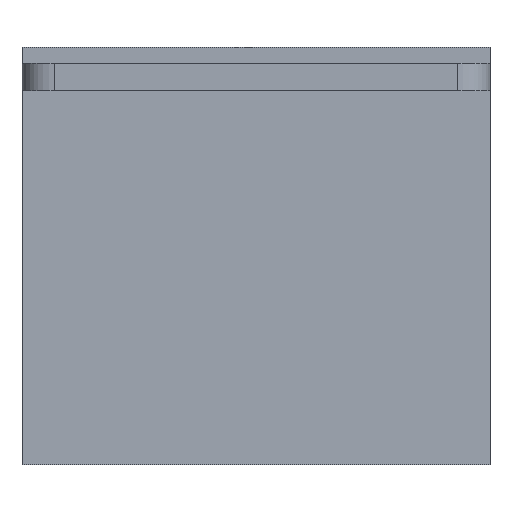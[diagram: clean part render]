
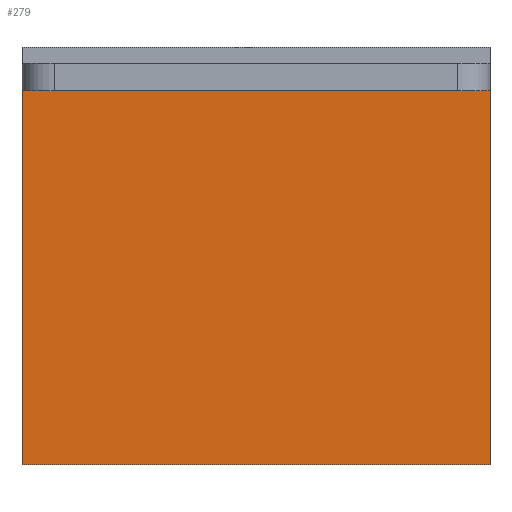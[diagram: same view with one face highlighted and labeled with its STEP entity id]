
A CAD part, front view. The second image highlights one B-rep face of the part: STEP entity #279.
In plain terms, the highlighted planar face has unit normal (0, -1, 0).
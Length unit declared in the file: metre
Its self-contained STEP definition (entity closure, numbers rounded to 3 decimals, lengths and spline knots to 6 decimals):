
#38=ORIENTED_EDGE('',*,*,#110,.F.);
#39=ORIENTED_EDGE('',*,*,#106,.T.);
#40=ORIENTED_EDGE('',*,*,#111,.F.);
#41=ORIENTED_EDGE('',*,*,#99,.F.);
#99=EDGE_CURVE('',#136,#137,#161,.T.);
#106=EDGE_CURVE('',#142,#143,#168,.T.);
#110=EDGE_CURVE('',#142,#136,#172,.T.);
#111=EDGE_CURVE('',#137,#143,#173,.T.);
#136=VERTEX_POINT('',#416);
#137=VERTEX_POINT('',#418);
#142=VERTEX_POINT('',#432);
#143=VERTEX_POINT('',#433);
#161=LINE('',#417,#195);
#168=LINE('',#431,#202);
#172=LINE('',#438,#206);
#173=LINE('',#439,#207);
#195=VECTOR('',#337,1.);
#202=VECTOR('',#348,1.);
#206=VECTOR('',#354,1.);
#207=VECTOR('',#355,1.);
#228=EDGE_LOOP('',(#38,#39,#40,#41));
#246=FACE_BOUND('',#228,.T.);
#264=PLANE('',#309);
#279=ADVANCED_FACE('',(#246),#264,.T.);
#309=AXIS2_PLACEMENT_3D('',#437,#352,#353);
#337=DIRECTION('',(0.,0.,-1.));
#348=DIRECTION('',(0.,0.,-1.));
#352=DIRECTION('',(0.,-1.,0.));
#353=DIRECTION('',(1.,0.,0.));
#354=DIRECTION('',(1.,0.,0.));
#355=DIRECTION('',(-1.,0.,0.));
#416=CARTESIAN_POINT('',(0.07225,-0.0395,0.1155));
#417=CARTESIAN_POINT('',(0.07225,-0.0395,0.129));
#418=CARTESIAN_POINT('',(0.07225,-0.0395,0.));
#431=CARTESIAN_POINT('',(-0.07225,-0.0395,0.129));
#432=CARTESIAN_POINT('',(-0.07225,-0.0395,0.1155));
#433=CARTESIAN_POINT('',(-0.07225,-0.0395,0.));
#437=CARTESIAN_POINT('',(0.,-0.0395,0.129));
#438=CARTESIAN_POINT('',(0.,-0.0395,0.1155));
#439=CARTESIAN_POINT('',(0.,-0.0395,0.));
